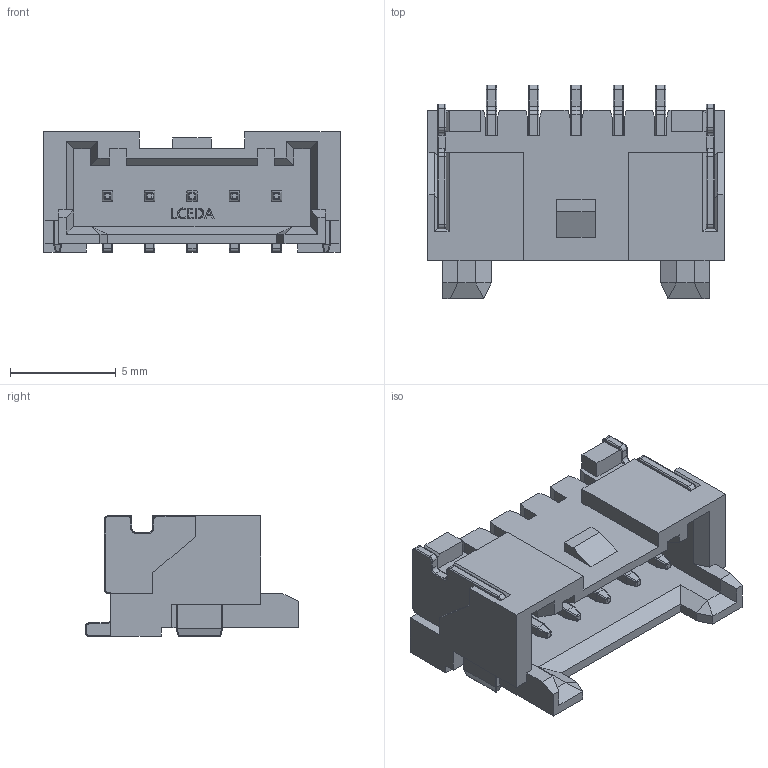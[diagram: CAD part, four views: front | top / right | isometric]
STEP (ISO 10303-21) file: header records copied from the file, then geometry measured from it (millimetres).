
FILE_DESCRIPTION (( 'STEP AP214' ), '1' );
FILE_NAME ('CONN-SMD_PA2.00-WS-5P.step', '2022-08-08T03:22:05', ( '' ), ( '' ), 'SwSTEP 2.0', 'SolidWorks 2020', '' );
FILE_SCHEMA (( 'AUTOMOTIVE_DESIGN' ));
Length unit declared in the file: millimetre
Products named in the file (1): CONN-SMD_PA2.00-WS-5P
Bounding box: 14 x 10.1 x 5.71 mm (x, y, z)
Volume: 331.7 mm3; surface area: 739.5 mm2
Topology: 14 solids, 14 shells, 913 faces, 2323 edges, 1436 vertices
Faces by surface type: plane 455, cylinder 226, bspline 116, torus 88, sphere 28
Entity records: 38585 total; most frequent: CARTESIAN_POINT 7251, ORIENTED_EDGE 4606, DIRECTION 4051, EDGE_CURVE 2303, VECTOR 1479, LINE 1479, VERTEX_POINT 1436, AXIS2_PLACEMENT_3D 1286
